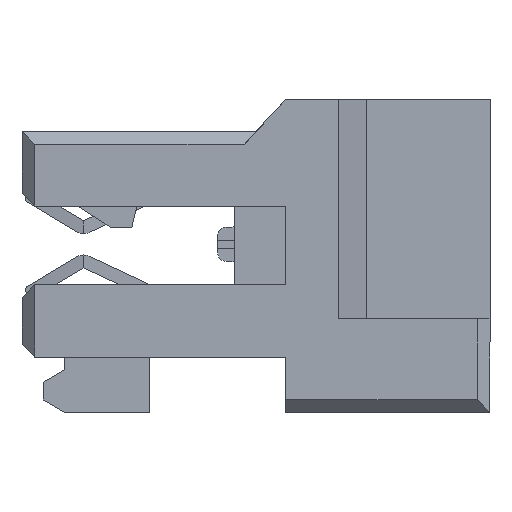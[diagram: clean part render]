
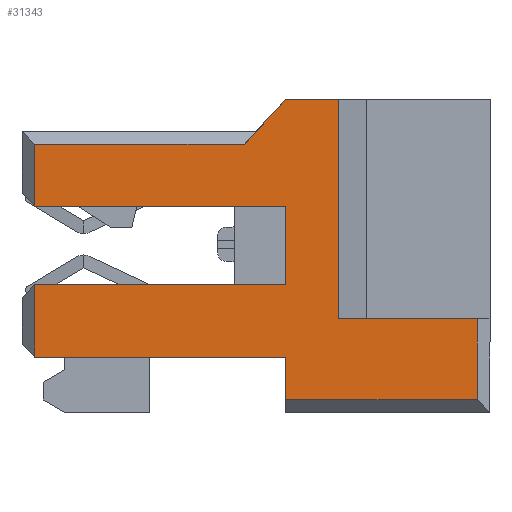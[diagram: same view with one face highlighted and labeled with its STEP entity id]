
A CAD part, left-side view. The second image highlights one B-rep face of the part: STEP entity #31343.
In plain terms, the highlighted face is planar.
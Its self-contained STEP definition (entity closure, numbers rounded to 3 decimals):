
#1941=ORIENTED_EDGE('',*,*,#8791,.T.);
#1942=ORIENTED_EDGE('',*,*,#8353,.T.);
#1943=ORIENTED_EDGE('',*,*,#8792,.T.);
#1944=ORIENTED_EDGE('',*,*,#8793,.T.);
#1945=ORIENTED_EDGE('',*,*,#8530,.T.);
#1946=ORIENTED_EDGE('',*,*,#8525,.T.);
#1947=ORIENTED_EDGE('',*,*,#8794,.T.);
#1948=ORIENTED_EDGE('',*,*,#8795,.T.);
#1949=ORIENTED_EDGE('',*,*,#8796,.T.);
#1950=ORIENTED_EDGE('',*,*,#8797,.T.);
#1951=ORIENTED_EDGE('',*,*,#8349,.T.);
#1952=ORIENTED_EDGE('',*,*,#8346,.T.);
#1953=ORIENTED_EDGE('',*,*,#8798,.T.);
#1954=ORIENTED_EDGE('',*,*,#8799,.T.);
#8346=EDGE_CURVE('',#11825,#11827,#14147,.T.);
#8349=EDGE_CURVE('',#11828,#11825,#14150,.T.);
#8353=EDGE_CURVE('',#11831,#11833,#14154,.T.);
#8525=EDGE_CURVE('',#11960,#11958,#14296,.T.);
#8530=EDGE_CURVE('',#11962,#11960,#14301,.T.);
#8791=EDGE_CURVE('',#12191,#11831,#14559,.T.);
#8792=EDGE_CURVE('',#11833,#12192,#14560,.T.);
#8793=EDGE_CURVE('',#12192,#11962,#14561,.T.);
#8794=EDGE_CURVE('',#11958,#12193,#14562,.T.);
#8795=EDGE_CURVE('',#12193,#12194,#14563,.T.);
#8796=EDGE_CURVE('',#12194,#12195,#14564,.T.);
#8797=EDGE_CURVE('',#12195,#11828,#14565,.T.);
#8798=EDGE_CURVE('',#11827,#12196,#14566,.T.);
#8799=EDGE_CURVE('',#12196,#12191,#14567,.T.);
#11825=VERTEX_POINT('',#41487);
#11827=VERTEX_POINT('',#41491);
#11828=VERTEX_POINT('',#41495);
#11831=VERTEX_POINT('',#41502);
#11833=VERTEX_POINT('',#41506);
#11958=VERTEX_POINT('',#41861);
#11960=VERTEX_POINT('',#41864);
#11962=VERTEX_POINT('',#41870);
#12191=VERTEX_POINT('',#42374);
#12192=VERTEX_POINT('',#42376);
#12193=VERTEX_POINT('',#42379);
#12194=VERTEX_POINT('',#42381);
#12195=VERTEX_POINT('',#42383);
#12196=VERTEX_POINT('',#42386);
#14147=LINE('',#41492,#16924);
#14150=LINE('',#41498,#16927);
#14154=LINE('',#41507,#16931);
#14296=LINE('',#41863,#17073);
#14301=LINE('',#41873,#17078);
#14559=LINE('',#42373,#17336);
#14560=LINE('',#42375,#17337);
#14561=LINE('',#42377,#17338);
#14562=LINE('',#42378,#17339);
#14563=LINE('',#42380,#17340);
#14564=LINE('',#42382,#17341);
#14565=LINE('',#42384,#17342);
#14566=LINE('',#42385,#17343);
#14567=LINE('',#42387,#17344);
#16924=VECTOR('',#34704,1000.);
#16927=VECTOR('',#34709,1000.);
#16931=VECTOR('',#34715,1000.);
#17073=VECTOR('',#35033,1000.);
#17078=VECTOR('',#35040,1000.);
#17336=VECTOR('',#35328,1000.);
#17337=VECTOR('',#35329,1000.);
#17338=VECTOR('',#35330,1000.);
#17339=VECTOR('',#35331,1000.);
#17340=VECTOR('',#35332,1000.);
#17341=VECTOR('',#35333,1000.);
#17342=VECTOR('',#35334,1000.);
#17343=VECTOR('',#35335,1000.);
#17344=VECTOR('',#35336,1000.);
#19587=EDGE_LOOP('',(#1941,#1942,#1943,#1944,#1945,#1946,#1947,#1948,#1949,
#1950,#1951,#1952,#1953,#1954));
#20906=FACE_BOUND('',#19587,.T.);
#22189=PLANE('',#32586);
#31343=ADVANCED_FACE('',(#20906),#22189,.F.);
#32586=AXIS2_PLACEMENT_3D('',#42372,#35326,#35327);
#34704=DIRECTION('',(0.,0.,-1.));
#34709=DIRECTION('',(0.,-1.,0.));
#34715=DIRECTION('',(0.,0.,-1.));
#35033=DIRECTION('',(0.,0.,1.));
#35040=DIRECTION('',(0.,1.,0.));
#35326=DIRECTION('',(-1.,0.,0.));
#35327=DIRECTION('',(0.,0.,1.));
#35328=DIRECTION('',(0.,-1.,0.));
#35329=DIRECTION('',(0.,1.,0.));
#35330=DIRECTION('',(0.,0.,-1.));
#35331=DIRECTION('',(0.,-1.,0.));
#35332=DIRECTION('',(0.,0.,1.));
#35333=DIRECTION('',(0.,-1.,0.));
#35334=DIRECTION('',(0.,-0.682,-0.731));
#35335=DIRECTION('',(0.,1.,0.));
#35336=DIRECTION('',(0.,0.,-1.));
#41487=CARTESIAN_POINT('',(12.5,0.3,2.625));
#41491=CARTESIAN_POINT('',(12.5,0.3,1.175));
#41492=CARTESIAN_POINT('',(12.5,0.3,3.675));
#41495=CARTESIAN_POINT('',(12.5,5.22,2.625));
#41498=CARTESIAN_POINT('',(12.5,11.,2.625));
#41502=CARTESIAN_POINT('',(12.5,0.3,-0.675));
#41506=CARTESIAN_POINT('',(12.5,0.3,-2.375));
#41507=CARTESIAN_POINT('',(12.5,0.3,3.675));
#41861=CARTESIAN_POINT('',(12.5,10.7,-1.475));
#41863=CARTESIAN_POINT('',(12.5,10.7,-1.475));
#41864=CARTESIAN_POINT('',(12.5,10.7,-3.375));
#41870=CARTESIAN_POINT('',(12.5,6.2,-3.375));
#41873=CARTESIAN_POINT('',(12.5,11.,-3.375));
#42372=CARTESIAN_POINT('',(12.5,11.,3.675));
#42373=CARTESIAN_POINT('',(12.5,6.2,-0.675));
#42374=CARTESIAN_POINT('',(12.5,6.2,-0.675));
#42375=CARTESIAN_POINT('',(12.5,0.,-2.375));
#42376=CARTESIAN_POINT('',(12.5,6.2,-2.375));
#42377=CARTESIAN_POINT('',(12.5,6.2,-2.375));
#42378=CARTESIAN_POINT('',(12.5,11.,-1.475));
#42379=CARTESIAN_POINT('',(12.5,7.45,-1.475));
#42380=CARTESIAN_POINT('',(12.5,7.45,-1.475));
#42381=CARTESIAN_POINT('',(12.5,7.45,3.675));
#42382=CARTESIAN_POINT('',(12.5,11.,3.675));
#42383=CARTESIAN_POINT('',(12.5,6.2,3.675));
#42384=CARTESIAN_POINT('',(12.5,6.2,3.675));
#42385=CARTESIAN_POINT('',(12.5,0.,1.175));
#42386=CARTESIAN_POINT('',(12.5,6.2,1.175));
#42387=CARTESIAN_POINT('',(12.5,6.2,1.175));
